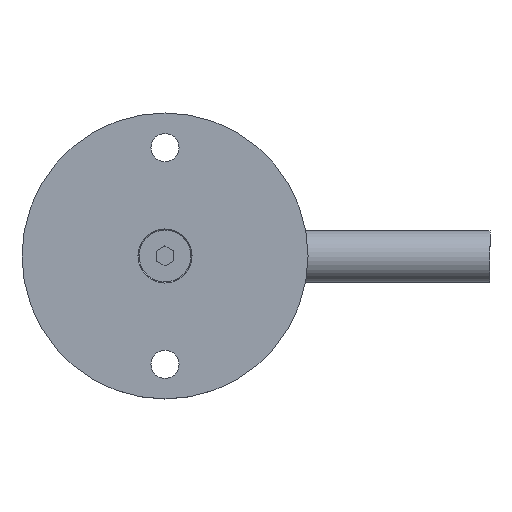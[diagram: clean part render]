
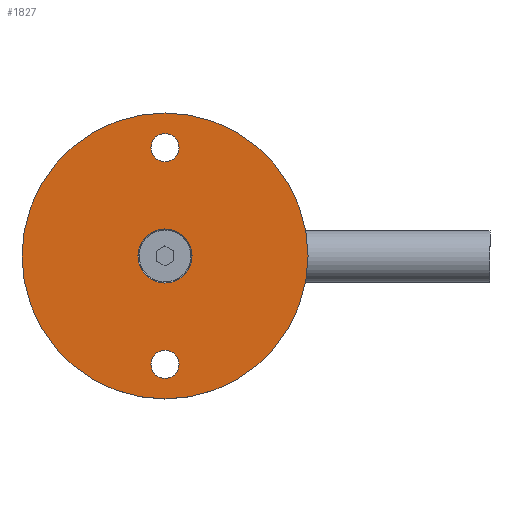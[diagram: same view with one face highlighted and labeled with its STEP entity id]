
A CAD part, top view. The second image highlights one B-rep face of the part: STEP entity #1827.
In plain terms, the highlighted planar face has unit normal (0, 0, 1).
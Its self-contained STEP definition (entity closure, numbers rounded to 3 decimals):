
#15 = EDGE_CURVE ( 'NONE', #1272, #307, #173, .T. ) ;
#26 = ORIENTED_EDGE ( 'NONE', *, *, #492, .T. ) ;
#31 = EDGE_CURVE ( 'NONE', #689, #1838, #1405, .T. ) ;
#95 = EDGE_LOOP ( 'NONE', ( #519, #387 ) ) ;
#109 = AXIS2_PLACEMENT_3D ( 'NONE', #769, #937, #312 ) ;
#114 = DIRECTION ( 'NONE',  ( 0., 0., -1. ) ) ;
#150 = CIRCLE ( 'NONE', #679, 3.25 ) ;
#173 = CIRCLE ( 'NONE', #1840, 33. ) ;
#181 = CIRCLE ( 'NONE', #705, 33. ) ;
#198 = AXIS2_PLACEMENT_3D ( 'NONE', #990, #1934, #541 ) ;
#245 = EDGE_CURVE ( 'NONE', #1838, #689, #150, .T. ) ;
#250 = CARTESIAN_POINT ( 'NONE',  ( 6.25, 0., 4. ) ) ;
#307 = VERTEX_POINT ( 'NONE', #2031 ) ;
#312 = DIRECTION ( 'NONE',  ( 1., 0., 0. ) ) ;
#351 = DIRECTION ( 'NONE',  ( 0., 0., -1. ) ) ;
#362 = DIRECTION ( 'NONE',  ( 1., 0., 0. ) ) ;
#387 = ORIENTED_EDGE ( 'NONE', *, *, #596, .F. ) ;
#408 = DIRECTION ( 'NONE',  ( -1., 0., 0. ) ) ;
#443 = CIRCLE ( 'NONE', #1065, 6.25 ) ;
#492 = EDGE_CURVE ( 'NONE', #307, #1272, #181, .T. ) ;
#514 = FACE_BOUND ( 'NONE', #666, .T. ) ;
#519 = ORIENTED_EDGE ( 'NONE', *, *, #843, .F. ) ;
#530 = AXIS2_PLACEMENT_3D ( 'NONE', #729, #1072, #2002 ) ;
#541 = DIRECTION ( 'NONE',  ( -1., 0., 0. ) ) ;
#559 = VERTEX_POINT ( 'NONE', #1051 ) ;
#596 = EDGE_CURVE ( 'NONE', #1579, #1605, #443, .T. ) ;
#666 = EDGE_LOOP ( 'NONE', ( #1518, #876 ) ) ;
#679 = AXIS2_PLACEMENT_3D ( 'NONE', #882, #114, #408 ) ;
#689 = VERTEX_POINT ( 'NONE', #717 ) ;
#695 = DIRECTION ( 'NONE',  ( 1., 0., 0. ) ) ;
#705 = AXIS2_PLACEMENT_3D ( 'NONE', #1734, #1284, #1448 ) ;
#717 = CARTESIAN_POINT ( 'NONE',  ( 3.25, -25., 4. ) ) ;
#729 = CARTESIAN_POINT ( 'NONE',  ( 0., 25., 4. ) ) ;
#737 = CIRCLE ( 'NONE', #109, 6.25 ) ;
#747 = EDGE_CURVE ( 'NONE', #559, #1185, #1057, .T. ) ;
#769 = CARTESIAN_POINT ( 'NONE',  ( 0., 0., 4. ) ) ;
#843 = EDGE_CURVE ( 'NONE', #1605, #1579, #737, .T. ) ;
#876 = ORIENTED_EDGE ( 'NONE', *, *, #1765, .T. ) ;
#882 = CARTESIAN_POINT ( 'NONE',  ( 0., -25., 4. ) ) ;
#892 = CIRCLE ( 'NONE', #1091, 3.25 ) ;
#926 = AXIS2_PLACEMENT_3D ( 'NONE', #1623, #1136, #362 ) ;
#937 = DIRECTION ( 'NONE',  ( 0., 0., 1. ) ) ;
#990 = CARTESIAN_POINT ( 'NONE',  ( 0., -25., 4. ) ) ;
#1004 = PLANE ( 'NONE',  #926 ) ;
#1051 = CARTESIAN_POINT ( 'NONE',  ( -3.25, 25., 4. ) ) ;
#1053 = CARTESIAN_POINT ( 'NONE',  ( -6.25, 0., 4. ) ) ;
#1057 = CIRCLE ( 'NONE', #530, 3.25 ) ;
#1065 = AXIS2_PLACEMENT_3D ( 'NONE', #1212, #1813, #1359 ) ;
#1072 = DIRECTION ( 'NONE',  ( 0., 0., -1. ) ) ;
#1091 = AXIS2_PLACEMENT_3D ( 'NONE', #1938, #351, #1778 ) ;
#1118 = CARTESIAN_POINT ( 'NONE',  ( 3.25, 25., 4. ) ) ;
#1136 = DIRECTION ( 'NONE',  ( 0., 0., 1. ) ) ;
#1140 = CARTESIAN_POINT ( 'NONE',  ( 0., 0., 4. ) ) ;
#1185 = VERTEX_POINT ( 'NONE', #1118 ) ;
#1212 = CARTESIAN_POINT ( 'NONE',  ( 0., 0., 4. ) ) ;
#1272 = VERTEX_POINT ( 'NONE', #1902 ) ;
#1277 = DIRECTION ( 'NONE',  ( 0., 0., 1. ) ) ;
#1284 = DIRECTION ( 'NONE',  ( 0., 0., 1. ) ) ;
#1359 = DIRECTION ( 'NONE',  ( 1., 0., 0. ) ) ;
#1405 = CIRCLE ( 'NONE', #198, 3.25 ) ;
#1448 = DIRECTION ( 'NONE',  ( 1., 0., 0. ) ) ;
#1463 = ORIENTED_EDGE ( 'NONE', *, *, #31, .T. ) ;
#1518 = ORIENTED_EDGE ( 'NONE', *, *, #747, .T. ) ;
#1579 = VERTEX_POINT ( 'NONE', #1053 ) ;
#1604 = FACE_BOUND ( 'NONE', #1907, .T. ) ;
#1605 = VERTEX_POINT ( 'NONE', #250 ) ;
#1623 = CARTESIAN_POINT ( 'NONE',  ( 0., 0., 4. ) ) ;
#1624 = ORIENTED_EDGE ( 'NONE', *, *, #245, .T. ) ;
#1694 = ORIENTED_EDGE ( 'NONE', *, *, #15, .T. ) ;
#1734 = CARTESIAN_POINT ( 'NONE',  ( 0., 0., 4. ) ) ;
#1756 = FACE_OUTER_BOUND ( 'NONE', #1904, .T. ) ;
#1765 = EDGE_CURVE ( 'NONE', #1185, #559, #892, .T. ) ;
#1778 = DIRECTION ( 'NONE',  ( -1., 0., 0. ) ) ;
#1813 = DIRECTION ( 'NONE',  ( 0., 0., 1. ) ) ;
#1827 = ADVANCED_FACE ( 'NONE', ( #1604, #514, #1910, #1756 ), #1004, .T. ) ;
#1838 = VERTEX_POINT ( 'NONE', #1925 ) ;
#1840 = AXIS2_PLACEMENT_3D ( 'NONE', #1140, #1277, #695 ) ;
#1902 = CARTESIAN_POINT ( 'NONE',  ( 33., 0., 4. ) ) ;
#1904 = EDGE_LOOP ( 'NONE', ( #26, #1694 ) ) ;
#1907 = EDGE_LOOP ( 'NONE', ( #1624, #1463 ) ) ;
#1910 = FACE_BOUND ( 'NONE', #95, .T. ) ;
#1925 = CARTESIAN_POINT ( 'NONE',  ( -3.25, -25., 4. ) ) ;
#1934 = DIRECTION ( 'NONE',  ( 0., 0., -1. ) ) ;
#1938 = CARTESIAN_POINT ( 'NONE',  ( 0., 25., 4. ) ) ;
#2002 = DIRECTION ( 'NONE',  ( -1., 0., 0. ) ) ;
#2031 = CARTESIAN_POINT ( 'NONE',  ( -33., 0., 4. ) ) ;
